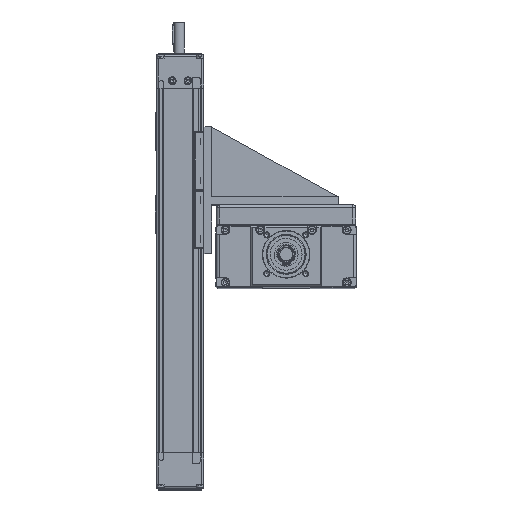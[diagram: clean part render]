
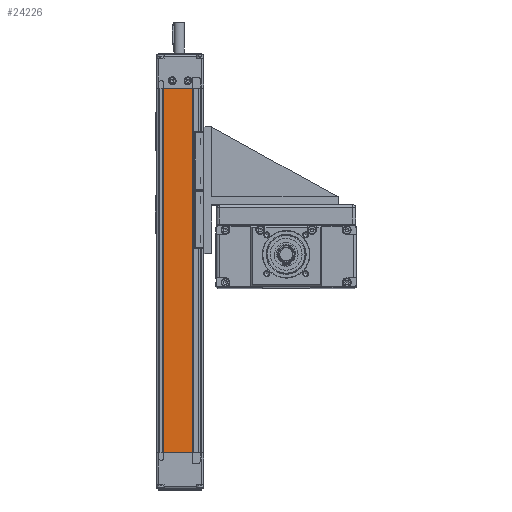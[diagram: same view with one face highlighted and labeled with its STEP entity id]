
A CAD part, top view. The second image highlights one B-rep face of the part: STEP entity #24226.
In plain terms, the highlighted face is planar.
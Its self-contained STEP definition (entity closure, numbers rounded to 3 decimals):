
#23538=CARTESIAN_POINT('',(55.,-13.9,375.0));
#23539=VERTEX_POINT('',#23538);
#23546=CARTESIAN_POINT('',(55.,18.15,375.0));
#23547=VERTEX_POINT('',#23546);
#23548=CARTESIAN_POINT('',(55.,18.15,375.0));
#23549=DIRECTION('',(0.0,-1.0,0.0));
#23550=VECTOR('',#23549,32.05);
#23551=LINE('',#23548,#23550);
#23552=EDGE_CURVE('',#23547,#23539,#23551,.T.);
#23806=CARTESIAN_POINT('',(55.,-13.9,0.0));
#23807=VERTEX_POINT('',#23806);
#23814=CARTESIAN_POINT('',(55.,-13.9,375.0));
#23815=DIRECTION('',(0.0,0.0,-1.0));
#23816=VECTOR('',#23815,375.0);
#23817=LINE('',#23814,#23816);
#23818=EDGE_CURVE('',#23539,#23807,#23817,.T.);
#24060=CARTESIAN_POINT('',(55.,18.15,0.0));
#24061=VERTEX_POINT('',#24060);
#24070=CARTESIAN_POINT('',(55.,18.15,0.0));
#24071=DIRECTION('',(0.0,0.0,1.0));
#24072=VECTOR('',#24071,375.0);
#24073=LINE('',#24070,#24072);
#24074=EDGE_CURVE('',#24061,#23547,#24073,.T.);
#24189=CARTESIAN_POINT('',(55.,18.15,0.));
#24190=DIRECTION('',(0.0,-1.0,0.0));
#24191=VECTOR('',#24190,32.05);
#24192=LINE('',#24189,#24191);
#24193=EDGE_CURVE('',#24061,#23807,#24192,.T.);
#24215=CARTESIAN_POINT('',(55.,22.25,0.));
#24216=DIRECTION('',(1.0,0.0,0.0));
#24217=DIRECTION('',(0.0,0.0,-1.0));
#24218=AXIS2_PLACEMENT_3D('',#24215,#24216,#24217);
#24219=PLANE('',#24218);
#24220=ORIENTED_EDGE('',*,*,#23818,.T.);
#24221=ORIENTED_EDGE('',*,*,#24193,.F.);
#24222=ORIENTED_EDGE('',*,*,#24074,.T.);
#24223=ORIENTED_EDGE('',*,*,#23552,.T.);
#24224=EDGE_LOOP('',(#24220,#24221,#24222,#24223));
#24225=FACE_OUTER_BOUND('',#24224,.T.);
#24226=ADVANCED_FACE('',(#24225),#24219,.T.);
